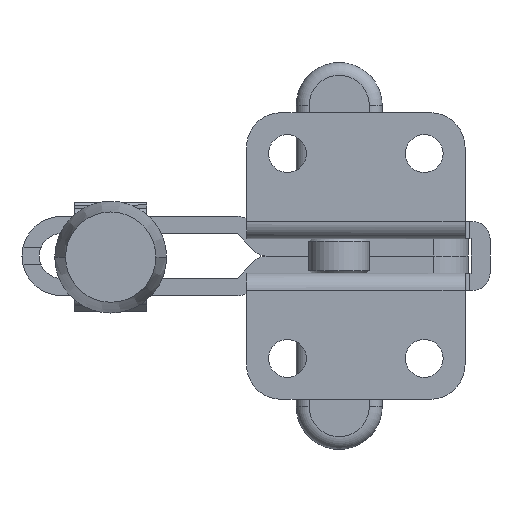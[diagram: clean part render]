
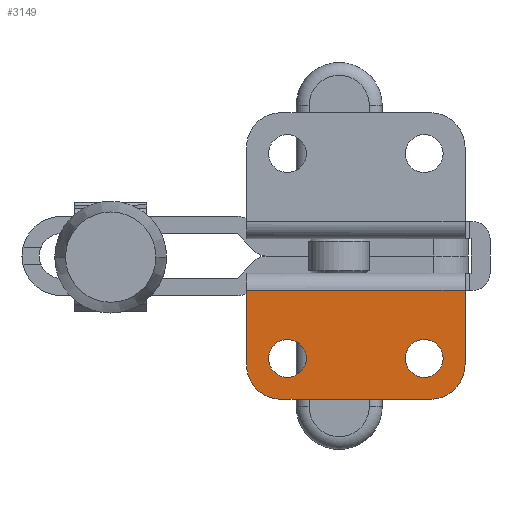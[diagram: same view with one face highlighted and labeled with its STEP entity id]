
A CAD part, front view. The second image highlights one B-rep face of the part: STEP entity #3149.
In plain terms, the highlighted planar face has unit normal (0, -1, 0).
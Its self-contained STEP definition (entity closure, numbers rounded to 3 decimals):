
#169 = DIRECTION ( 'NONE',  ( -1., 0., 0. ) ) ;
#442 = DIRECTION ( 'NONE',  ( -1., 0., 0. ) ) ;
#1023 = ORIENTED_EDGE ( 'NONE', *, *, #16573, .F. ) ;
#1542 = CARTESIAN_POINT ( 'NONE',  ( -20.65, 0., -7.9 ) ) ;
#1840 = DIRECTION ( 'NONE',  ( 0., -1., 0. ) ) ;
#2418 = EDGE_CURVE ( 'NONE', #15820, #26308, #10306, .T. ) ;
#2820 = EDGE_LOOP ( 'NONE', ( #23128, #15907 ) ) ;
#2985 = DIRECTION ( 'NONE',  ( 0., 1., 0. ) ) ;
#2993 = ORIENTED_EDGE ( 'NONE', *, *, #29164, .T. ) ;
#3149 = ADVANCED_FACE ( 'NONE', ( #13692, #11466, #24036 ), #7463, .F. ) ;
#3890 = DIRECTION ( 'NONE',  ( -1., 0., 0. ) ) ;
#3987 = VERTEX_POINT ( 'NONE', #6346 ) ;
#4895 = AXIS2_PLACEMENT_3D ( 'NONE', #28515, #14367, #169 ) ;
#5149 = DIRECTION ( 'NONE',  ( 0., -1., 0. ) ) ;
#5645 = CARTESIAN_POINT ( 'NONE',  ( 0., 0., 0. ) ) ;
#6146 = CARTESIAN_POINT ( 'NONE',  ( -20.65, 0., -5.7 ) ) ;
#6254 = EDGE_CURVE ( 'NONE', #27992, #20609, #10576, .T. ) ;
#6346 = CARTESIAN_POINT ( 'NONE',  ( -4.75, 0., -5.7 ) ) ;
#7463 = PLANE ( 'NONE',  #19044 ) ;
#7920 = VECTOR ( 'NONE', #19819, 1000. ) ;
#8408 = DIRECTION ( 'NONE',  ( 0., 0., -1. ) ) ;
#8832 = LINE ( 'NONE', #13321, #14439 ) ;
#9087 = DIRECTION ( 'NONE',  ( -1., 0., 0. ) ) ;
#9516 = AXIS2_PLACEMENT_3D ( 'NONE', #25934, #11788, #28297 ) ;
#10306 = LINE ( 'NONE', #20922, #15859 ) ;
#10576 = CIRCLE ( 'NONE', #9516, 2.2 ) ;
#10637 = EDGE_LOOP ( 'NONE', ( #1023, #25371, #2993, #25167, #18838, #16940 ) ) ;
#11395 = VERTEX_POINT ( 'NONE', #22187 ) ;
#11466 = FACE_BOUND ( 'NONE', #2820, .T. ) ;
#11788 = DIRECTION ( 'NONE',  ( 0., -1., 0. ) ) ;
#12016 = CIRCLE ( 'NONE', #21334, 2.2 ) ;
#12019 = VERTEX_POINT ( 'NONE', #25217 ) ;
#13321 = CARTESIAN_POINT ( 'NONE',  ( -25.4, 0., 8. ) ) ;
#13692 = FACE_OUTER_BOUND ( 'NONE', #10637, .T. ) ;
#13918 = CIRCLE ( 'NONE', #28288, 2.2 ) ;
#14095 = VERTEX_POINT ( 'NONE', #25551 ) ;
#14308 = ORIENTED_EDGE ( 'NONE', *, *, #6254, .F. ) ;
#14311 = EDGE_CURVE ( 'NONE', #22878, #3987, #13918, .T. ) ;
#14362 = CARTESIAN_POINT ( 'NONE',  ( 0., 0., -12.65 ) ) ;
#14367 = DIRECTION ( 'NONE',  ( 0., 1., 0. ) ) ;
#14439 = VECTOR ( 'NONE', #8408, 1000. ) ;
#14631 = DIRECTION ( 'NONE',  ( 0., 1., 0. ) ) ;
#14802 = EDGE_CURVE ( 'NONE', #22872, #14095, #30577, .T. ) ;
#15203 = AXIS2_PLACEMENT_3D ( 'NONE', #17166, #2985, #19548 ) ;
#15820 = VERTEX_POINT ( 'NONE', #5645 ) ;
#15859 = VECTOR ( 'NONE', #9087, 1000. ) ;
#15907 = ORIENTED_EDGE ( 'NONE', *, *, #25126, .F. ) ;
#16019 = CARTESIAN_POINT ( 'NONE',  ( -4.75, 0., -7.9 ) ) ;
#16217 = CARTESIAN_POINT ( 'NONE',  ( -20.65, 0., -10.1 ) ) ;
#16573 = EDGE_CURVE ( 'NONE', #15820, #22872, #20525, .T. ) ;
#16874 = ORIENTED_EDGE ( 'NONE', *, *, #20627, .F. ) ;
#16940 = ORIENTED_EDGE ( 'NONE', *, *, #14802, .F. ) ;
#17166 = CARTESIAN_POINT ( 'NONE',  ( -21.4, 0., -8.65 ) ) ;
#17338 = LINE ( 'NONE', #14362, #23633 ) ;
#18090 = DIRECTION ( 'NONE',  ( 0., -1., 0. ) ) ;
#18387 = DIRECTION ( 'NONE',  ( -1., 0., 0. ) ) ;
#18838 = ORIENTED_EDGE ( 'NONE', *, *, #22493, .T. ) ;
#19044 = AXIS2_PLACEMENT_3D ( 'NONE', #26416, #14631, #442 ) ;
#19134 = DIRECTION ( 'NONE',  ( 1., 0., 0. ) ) ;
#19377 = CARTESIAN_POINT ( 'NONE',  ( -4.75, 0., -7.9 ) ) ;
#19548 = DIRECTION ( 'NONE',  ( -1., 0., 0. ) ) ;
#19728 = CARTESIAN_POINT ( 'NONE',  ( 0., 0., 8. ) ) ;
#19819 = DIRECTION ( 'NONE',  ( 0., 0., -1. ) ) ;
#20451 = AXIS2_PLACEMENT_3D ( 'NONE', #1542, #18090, #3890 ) ;
#20522 = CARTESIAN_POINT ( 'NONE',  ( 0., 0., -8.65 ) ) ;
#20525 = LINE ( 'NONE', #19728, #7920 ) ;
#20609 = VERTEX_POINT ( 'NONE', #6146 ) ;
#20627 = EDGE_CURVE ( 'NONE', #20609, #27992, #24065, .T. ) ;
#20922 = CARTESIAN_POINT ( 'NONE',  ( 0., 0., 0. ) ) ;
#21334 = AXIS2_PLACEMENT_3D ( 'NONE', #16019, #1840, #18387 ) ;
#21751 = DIRECTION ( 'NONE',  ( -1., 0., 0. ) ) ;
#22187 = CARTESIAN_POINT ( 'NONE',  ( -25.4, 0., -8.65 ) ) ;
#22493 = EDGE_CURVE ( 'NONE', #12019, #14095, #17338, .T. ) ;
#22872 = VERTEX_POINT ( 'NONE', #20522 ) ;
#22878 = VERTEX_POINT ( 'NONE', #25254 ) ;
#23128 = ORIENTED_EDGE ( 'NONE', *, *, #14311, .F. ) ;
#23633 = VECTOR ( 'NONE', #19134, 1000. ) ;
#24036 = FACE_BOUND ( 'NONE', #25585, .T. ) ;
#24065 = CIRCLE ( 'NONE', #20451, 2.2 ) ;
#24133 = CIRCLE ( 'NONE', #15203, 4. ) ;
#25126 = EDGE_CURVE ( 'NONE', #3987, #22878, #12016, .T. ) ;
#25167 = ORIENTED_EDGE ( 'NONE', *, *, #27016, .F. ) ;
#25217 = CARTESIAN_POINT ( 'NONE',  ( -21.4, 0., -12.65 ) ) ;
#25254 = CARTESIAN_POINT ( 'NONE',  ( -4.75, 0., -10.1 ) ) ;
#25371 = ORIENTED_EDGE ( 'NONE', *, *, #2418, .T. ) ;
#25551 = CARTESIAN_POINT ( 'NONE',  ( -4., 0., -12.65 ) ) ;
#25585 = EDGE_LOOP ( 'NONE', ( #14308, #16874 ) ) ;
#25894 = CARTESIAN_POINT ( 'NONE',  ( -25.4, 0., 0. ) ) ;
#25934 = CARTESIAN_POINT ( 'NONE',  ( -20.65, 0., -7.9 ) ) ;
#26308 = VERTEX_POINT ( 'NONE', #25894 ) ;
#26416 = CARTESIAN_POINT ( 'NONE',  ( 0., 0., 8. ) ) ;
#27016 = EDGE_CURVE ( 'NONE', #12019, #11395, #24133, .T. ) ;
#27992 = VERTEX_POINT ( 'NONE', #16217 ) ;
#28288 = AXIS2_PLACEMENT_3D ( 'NONE', #19377, #5149, #21751 ) ;
#28297 = DIRECTION ( 'NONE',  ( -1., 0., 0. ) ) ;
#28515 = CARTESIAN_POINT ( 'NONE',  ( -4., 0., -8.65 ) ) ;
#29164 = EDGE_CURVE ( 'NONE', #26308, #11395, #8832, .T. ) ;
#30577 = CIRCLE ( 'NONE', #4895, 4. ) ;
